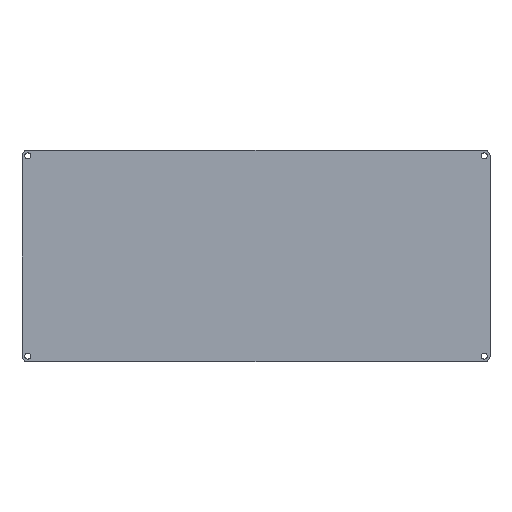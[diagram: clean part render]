
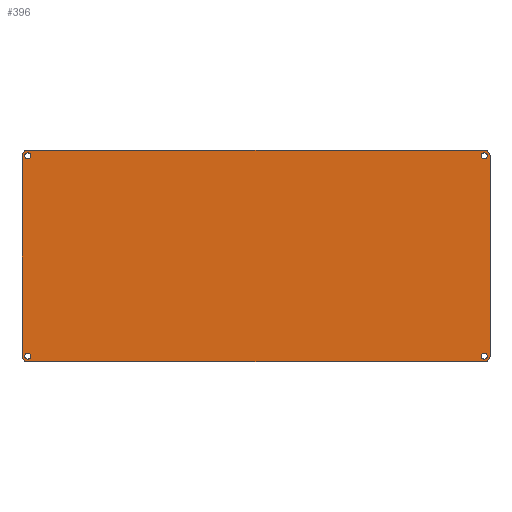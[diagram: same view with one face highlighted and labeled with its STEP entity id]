
A CAD part, top view. The second image highlights one B-rep face of the part: STEP entity #396.
In plain terms, the highlighted planar face has unit normal (0, 0, 1).
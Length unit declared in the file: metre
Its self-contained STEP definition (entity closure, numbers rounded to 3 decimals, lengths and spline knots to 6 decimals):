
#24=CIRCLE('',#512,0.00265);
#27=CIRCLE('',#516,0.00265);
#30=CIRCLE('',#520,0.00265);
#33=CIRCLE('',#524,0.00265);
#36=CIRCLE('',#529,0.005);
#37=CIRCLE('',#530,0.005);
#38=CIRCLE('',#531,0.005);
#39=CIRCLE('',#532,0.005);
#100=ORIENTED_EDGE('',*,*,#203,.F.);
#101=ORIENTED_EDGE('',*,*,#198,.F.);
#102=ORIENTED_EDGE('',*,*,#193,.F.);
#103=ORIENTED_EDGE('',*,*,#188,.F.);
#104=ORIENTED_EDGE('',*,*,#187,.T.);
#105=ORIENTED_EDGE('',*,*,#212,.T.);
#106=ORIENTED_EDGE('',*,*,#211,.F.);
#107=ORIENTED_EDGE('',*,*,#213,.T.);
#108=ORIENTED_EDGE('',*,*,#179,.F.);
#109=ORIENTED_EDGE('',*,*,#214,.T.);
#110=ORIENTED_EDGE('',*,*,#183,.T.);
#111=ORIENTED_EDGE('',*,*,#215,.T.);
#179=EDGE_CURVE('',#235,#232,#271,.T.);
#183=EDGE_CURVE('',#236,#239,#275,.T.);
#187=EDGE_CURVE('',#240,#243,#279,.T.);
#188=EDGE_CURVE('',#244,#244,#24,.T.);
#193=EDGE_CURVE('',#249,#249,#27,.T.);
#198=EDGE_CURVE('',#254,#254,#30,.T.);
#203=EDGE_CURVE('',#259,#259,#33,.T.);
#211=EDGE_CURVE('',#267,#264,#283,.T.);
#212=EDGE_CURVE('',#243,#264,#36,.T.);
#213=EDGE_CURVE('',#267,#232,#37,.T.);
#214=EDGE_CURVE('',#235,#236,#38,.T.);
#215=EDGE_CURVE('',#239,#240,#39,.T.);
#232=VERTEX_POINT('',#683);
#235=VERTEX_POINT('',#688);
#236=VERTEX_POINT('',#692);
#239=VERTEX_POINT('',#697);
#240=VERTEX_POINT('',#701);
#243=VERTEX_POINT('',#706);
#244=VERTEX_POINT('',#710);
#249=VERTEX_POINT('',#727);
#254=VERTEX_POINT('',#744);
#259=VERTEX_POINT('',#761);
#264=VERTEX_POINT('',#778);
#267=VERTEX_POINT('',#783);
#271=LINE('',#689,#291);
#275=LINE('',#698,#295);
#279=LINE('',#707,#299);
#283=LINE('',#784,#303);
#291=VECTOR('',#565,1.);
#295=VECTOR('',#571,1.);
#299=VECTOR('',#577,1.);
#303=VECTOR('',#615,1.);
#320=EDGE_LOOP('',(#100));
#321=EDGE_LOOP('',(#101));
#322=EDGE_LOOP('',(#102));
#323=EDGE_LOOP('',(#103));
#324=EDGE_LOOP('',(#104,#105,#106,#107,#108,#109,#110,#111));
#350=FACE_BOUND('',#320,.T.);
#351=FACE_BOUND('',#321,.T.);
#352=FACE_BOUND('',#322,.T.);
#353=FACE_BOUND('',#323,.T.);
#354=FACE_BOUND('',#324,.T.);
#372=PLANE('',#528);
#396=ADVANCED_FACE('',(#350,#351,#352,#353,#354),#372,.T.);
#512=AXIS2_PLACEMENT_3D('',#709,#580,#581);
#516=AXIS2_PLACEMENT_3D('',#726,#588,#589);
#520=AXIS2_PLACEMENT_3D('',#743,#596,#597);
#524=AXIS2_PLACEMENT_3D('',#760,#604,#605);
#528=AXIS2_PLACEMENT_3D('',#785,#616,#617);
#529=AXIS2_PLACEMENT_3D('',#786,#618,#619);
#530=AXIS2_PLACEMENT_3D('',#787,#620,#621);
#531=AXIS2_PLACEMENT_3D('',#788,#622,#623);
#532=AXIS2_PLACEMENT_3D('',#789,#624,#625);
#565=DIRECTION('',(1.,0.,0.));
#571=DIRECTION('',(0.,-1.,0.));
#577=DIRECTION('',(1.,0.,0.));
#580=DIRECTION('',(0.,0.,1.));
#581=DIRECTION('',(1.,0.,0.));
#588=DIRECTION('',(0.,0.,1.));
#589=DIRECTION('',(1.,0.,0.));
#596=DIRECTION('',(0.,0.,1.));
#597=DIRECTION('',(1.,0.,0.));
#604=DIRECTION('',(0.,0.,1.));
#605=DIRECTION('',(1.,0.,0.));
#615=DIRECTION('',(0.,-1.,0.));
#616=DIRECTION('',(0.,0.,1.));
#617=DIRECTION('',(1.,0.,0.));
#618=DIRECTION('',(0.,0.,1.));
#619=DIRECTION('',(1.,0.,0.));
#620=DIRECTION('',(0.,0.,1.));
#621=DIRECTION('',(1.,0.,0.));
#622=DIRECTION('',(0.,0.,1.));
#623=DIRECTION('',(1.,0.,0.));
#624=DIRECTION('',(0.,0.,1.));
#625=DIRECTION('',(1.,0.,0.));
#683=CARTESIAN_POINT('',(0.173832,0.090612,0.003));
#688=CARTESIAN_POINT('',(-0.224831,0.090612,0.003));
#689=CARTESIAN_POINT('',(-0.0255,0.090612,0.003));
#692=CARTESIAN_POINT('',(-0.229831,0.085612,0.003));
#697=CARTESIAN_POINT('',(-0.229831,-0.089213,0.003));
#698=CARTESIAN_POINT('',(-0.229831,-0.0018,0.003));
#701=CARTESIAN_POINT('',(-0.224831,-0.094213,0.003));
#706=CARTESIAN_POINT('',(0.173832,-0.094213,0.003));
#707=CARTESIAN_POINT('',(-0.0255,-0.094213,0.003));
#709=CARTESIAN_POINT('',(-0.224831,0.085612,0.003));
#710=CARTESIAN_POINT('',(-0.222181,0.085612,0.003));
#726=CARTESIAN_POINT('',(-0.224831,-0.089213,0.003));
#727=CARTESIAN_POINT('',(-0.222181,-0.089213,0.003));
#743=CARTESIAN_POINT('',(0.173832,-0.089213,0.003));
#744=CARTESIAN_POINT('',(0.176482,-0.089213,0.003));
#760=CARTESIAN_POINT('',(0.173832,0.085612,0.003));
#761=CARTESIAN_POINT('',(0.176482,0.085612,0.003));
#778=CARTESIAN_POINT('',(0.178832,-0.089213,0.003));
#783=CARTESIAN_POINT('',(0.178832,0.085612,0.003));
#784=CARTESIAN_POINT('',(0.178832,-0.0018,0.003));
#785=CARTESIAN_POINT('',(-0.0255,-0.0018,0.003));
#786=CARTESIAN_POINT('',(0.173832,-0.089213,0.003));
#787=CARTESIAN_POINT('',(0.173832,0.085612,0.003));
#788=CARTESIAN_POINT('',(-0.224831,0.085612,0.003));
#789=CARTESIAN_POINT('',(-0.224831,-0.089213,0.003));
